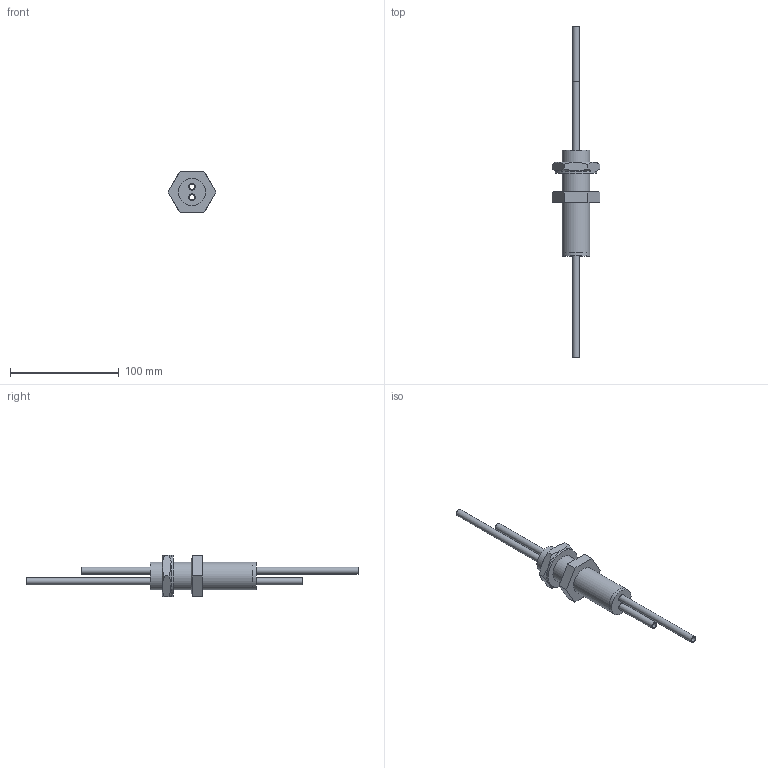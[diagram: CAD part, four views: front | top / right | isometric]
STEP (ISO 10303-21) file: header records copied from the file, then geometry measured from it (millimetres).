
FILE_DESCRIPTION(/* description */ (''),/* implementation_level */ '2;1');
FILE_NAME(/* name */ '5f08cda7e7efcf13d6b21234',/* time_stamp */ '2020-07-10T20:20:56+00:00',/* author */ (''),/* organization */ (''),/* preprocessor_version */ 'ST-DEVELOPER v16.7',/* originating_system */ $,/* authorisation */ $);
FILE_SCHEMA (('AUTOMOTIVE_DESIGN {1 0 10303 214 3 1 1}'));
Length unit declared in the file: metre
Products named in the file (2): Part 2; Part 1
Bounding box: 43.99 x 304.8 x 38.1 mm (x, y, z)
Volume: 36022.4 mm3; surface area: 38541.6 mm2
Topology: 2 solids, 3 shells, 55 faces, 103 edges, 67 vertices
Faces by surface type: plane 31, cylinder 18, cone 4, torus 2
Full cylindrical faces by diameter (mm): 4.928 x2, 6.35 x4, 20.828 x1, 21.59 x1, 22.098 x1, 25.4 x4, 25.781 x1, 28.575 x2, 34.671 x1, 38.1 x1
Entity records: 1368 total; most frequent: CARTESIAN_POINT 273, DIRECTION 222, ORIENTED_EDGE 156, EDGE_LOOP 100, FACE_BOUND 100, AXIS2_PLACEMENT_3D 99, EDGE_CURVE 78, VERTEX_POINT 66
